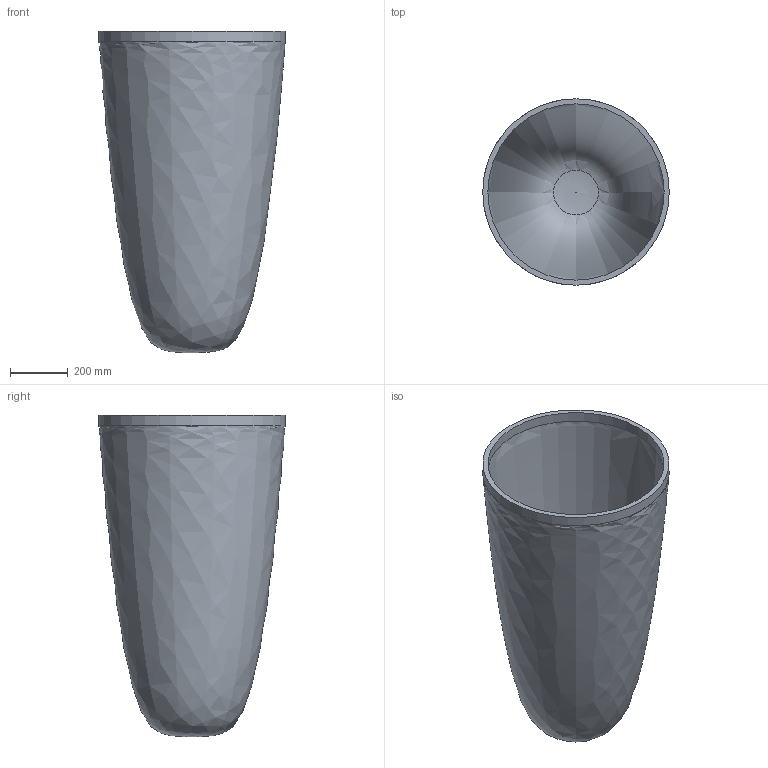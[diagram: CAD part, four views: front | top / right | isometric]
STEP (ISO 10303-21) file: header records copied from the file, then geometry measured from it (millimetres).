
FILE_DESCRIPTION(/* description */ (''),/* implementation_level */ '2;1');
FILE_NAME(/* name */ 'container.step',/* time_stamp */ '2023-08-01T22:12:42+05:30',/* author */ (''),/* organization */ (''),/* preprocessor_version */ 'ST-DEVELOPER v19.2',/* originating_system */ 'Autodesk Translation Framework v12.6.0.85',/* authorisation */ '');
FILE_SCHEMA (('AUTOMOTIVE_DESIGN { 1 0 10303 214 3 1 1 }'));
Length unit declared in the file: millimetre
Products named in the file (1): stambham
Bounding box: 644.97 x 644.97 x 1111.95 mm (x, y, z)
Volume: 30522456.8 mm3; surface area: 3684748.1 mm2
Topology: 1 solids, 1 shells, 8 faces, 17 edges, 11 vertices
Faces by surface type: cylinder 3, bspline 3, plane 2
Full cylindrical faces by diameter (mm): 0 x1, 609.673 x1, 644.973 x1
Entity records: 3751 total; most frequent: CARTESIAN_POINT 3541, DIRECTION 37, ORIENTED_EDGE 34, EDGE_CURVE 17, AXIS2_PLACEMENT_3D 17, CIRCLE 11, VERTEX_POINT 11, EDGE_LOOP 10
